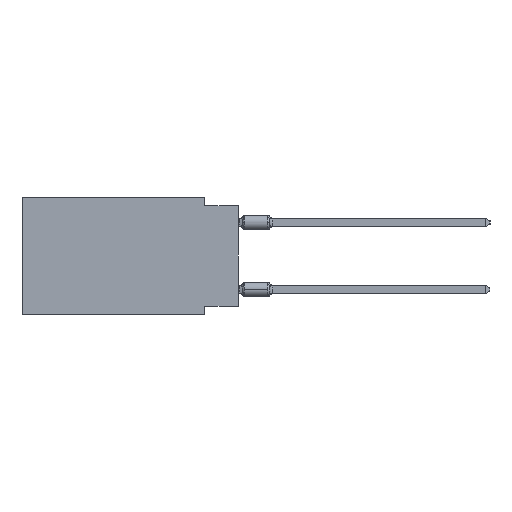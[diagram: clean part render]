
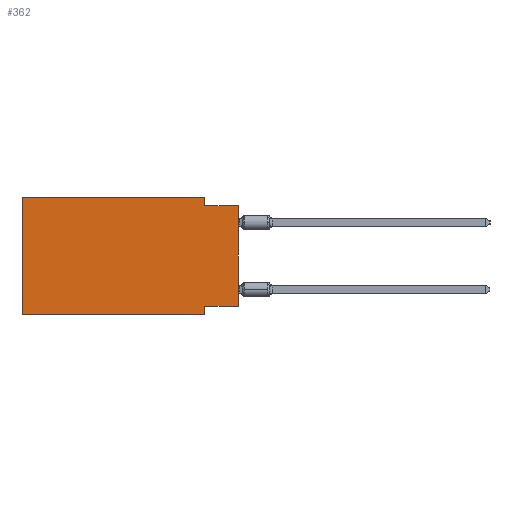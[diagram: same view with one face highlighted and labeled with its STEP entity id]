
A CAD part, left-side view. The second image highlights one B-rep face of the part: STEP entity #362.
In plain terms, the highlighted planar face has unit normal (-1, 0, 0).
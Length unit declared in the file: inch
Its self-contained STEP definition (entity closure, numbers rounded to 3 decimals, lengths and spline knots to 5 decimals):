
#7 = DIRECTION ( 'NONE',  ( 0., 0., -1. ) ) ;
#362 = ADVANCED_FACE ( 'NONE', ( #575 ), #14720, .F. ) ;
#430 = ORIENTED_EDGE ( 'NONE', *, *, #4189, .T. ) ;
#575 = FACE_OUTER_BOUND ( 'NONE', #598, .T. ) ;
#598 = EDGE_LOOP ( 'NONE', ( #430, #9433, #27863, #28111, #27727, #21117, #29987, #30404 ) ) ;
#995 = CARTESIAN_POINT ( 'NONE',  ( 0., 0.645, 0. ) ) ;
#1570 = CARTESIAN_POINT ( 'NONE',  ( 0., 0.1, -0.325 ) ) ;
#2562 = EDGE_CURVE ( 'NONE', #21940, #6920, #15197, .T. ) ;
#3042 = CARTESIAN_POINT ( 'NONE',  ( 0., 0.645, 0. ) ) ;
#4021 = DIRECTION ( 'NONE',  ( 0., -1., 0. ) ) ;
#4166 = CARTESIAN_POINT ( 'NONE',  ( 0., 0., -0.025 ) ) ;
#4189 = EDGE_CURVE ( 'NONE', #13330, #16861, #34789, .T. ) ;
#4325 = DIRECTION ( 'NONE',  ( 0., 1., 0. ) ) ;
#4638 = LINE ( 'NONE', #35983, #33581 ) ;
#6473 = DIRECTION ( 'NONE',  ( 0., -1., 0. ) ) ;
#6920 = VERTEX_POINT ( 'NONE', #36053 ) ;
#7207 = LINE ( 'NONE', #995, #26159 ) ;
#8033 = CARTESIAN_POINT ( 'NONE',  ( 0., 0.1, 0. ) ) ;
#8142 = VERTEX_POINT ( 'NONE', #23065 ) ;
#8147 = VECTOR ( 'NONE', #35744, 39.37008 ) ;
#9175 = EDGE_CURVE ( 'NONE', #13836, #8142, #4638, .T. ) ;
#9433 = ORIENTED_EDGE ( 'NONE', *, *, #30171, .F. ) ;
#10185 = CARTESIAN_POINT ( 'NONE',  ( 0., 0., -0.325 ) ) ;
#10903 = VERTEX_POINT ( 'NONE', #1570 ) ;
#11395 = CARTESIAN_POINT ( 'NONE',  ( 0., 0., -0.325 ) ) ;
#12361 = CARTESIAN_POINT ( 'NONE',  ( 0., 0.645, -0.35 ) ) ;
#13330 = VERTEX_POINT ( 'NONE', #11395 ) ;
#13836 = VERTEX_POINT ( 'NONE', #8033 ) ;
#14668 = VECTOR ( 'NONE', #23876, 39.37008 ) ;
#14720 = PLANE ( 'NONE',  #33798 ) ;
#14768 = LINE ( 'NONE', #26845, #25184 ) ;
#15197 = LINE ( 'NONE', #33099, #14668 ) ;
#16166 = DIRECTION ( 'NONE',  ( 0., 0., -1. ) ) ;
#16861 = VERTEX_POINT ( 'NONE', #4166 ) ;
#17833 = LINE ( 'NONE', #12361, #8147 ) ;
#18212 = EDGE_CURVE ( 'NONE', #6920, #13836, #7207, .T. ) ;
#21117 = ORIENTED_EDGE ( 'NONE', *, *, #26142, .T. ) ;
#21157 = CARTESIAN_POINT ( 'NONE',  ( 0., 0.645, -0.35 ) ) ;
#21261 = CARTESIAN_POINT ( 'NONE',  ( 0., 0.1, -0.35 ) ) ;
#21884 = EDGE_CURVE ( 'NONE', #13330, #10903, #23980, .T. ) ;
#21940 = VERTEX_POINT ( 'NONE', #21157 ) ;
#23065 = CARTESIAN_POINT ( 'NONE',  ( 0., 0.1, -0.025 ) ) ;
#23276 = CARTESIAN_POINT ( 'NONE',  ( 0., 0., 0. ) ) ;
#23876 = DIRECTION ( 'NONE',  ( 0., 0., 1. ) ) ;
#23980 = LINE ( 'NONE', #10185, #33585 ) ;
#25184 = VECTOR ( 'NONE', #6473, 39.37008 ) ;
#26124 = VECTOR ( 'NONE', #7, 39.37008 ) ;
#26142 = EDGE_CURVE ( 'NONE', #21940, #36013, #17833, .T. ) ;
#26159 = VECTOR ( 'NONE', #4021, 39.37008 ) ;
#26241 = DIRECTION ( 'NONE',  ( 0., 0., -1. ) ) ;
#26845 = CARTESIAN_POINT ( 'NONE',  ( 0., 0., -0.025 ) ) ;
#27727 = ORIENTED_EDGE ( 'NONE', *, *, #2562, .F. ) ;
#27863 = ORIENTED_EDGE ( 'NONE', *, *, #9175, .F. ) ;
#28111 = ORIENTED_EDGE ( 'NONE', *, *, #18212, .F. ) ;
#29115 = DIRECTION ( 'NONE',  ( 0., 0., 1. ) ) ;
#29737 = VECTOR ( 'NONE', #29115, 39.37008 ) ;
#29987 = ORIENTED_EDGE ( 'NONE', *, *, #33959, .F. ) ;
#30171 = EDGE_CURVE ( 'NONE', #8142, #16861, #14768, .T. ) ;
#30404 = ORIENTED_EDGE ( 'NONE', *, *, #21884, .F. ) ;
#31907 = CARTESIAN_POINT ( 'NONE',  ( 0., 0.1, -0.35 ) ) ;
#33099 = CARTESIAN_POINT ( 'NONE',  ( 0., 0.645, 0. ) ) ;
#33581 = VECTOR ( 'NONE', #16166, 39.37008 ) ;
#33585 = VECTOR ( 'NONE', #4325, 39.37008 ) ;
#33798 = AXIS2_PLACEMENT_3D ( 'NONE', #3042, #34920, #26241 ) ;
#33959 = EDGE_CURVE ( 'NONE', #10903, #36013, #35100, .T. ) ;
#34789 = LINE ( 'NONE', #23276, #29737 ) ;
#34920 = DIRECTION ( 'NONE',  ( 1., 0., 0. ) ) ;
#35100 = LINE ( 'NONE', #31907, #26124 ) ;
#35744 = DIRECTION ( 'NONE',  ( 0., -1., 0. ) ) ;
#35983 = CARTESIAN_POINT ( 'NONE',  ( 0., 0.1, 0. ) ) ;
#36013 = VERTEX_POINT ( 'NONE', #21261 ) ;
#36053 = CARTESIAN_POINT ( 'NONE',  ( 0., 0.645, 0. ) ) ;
